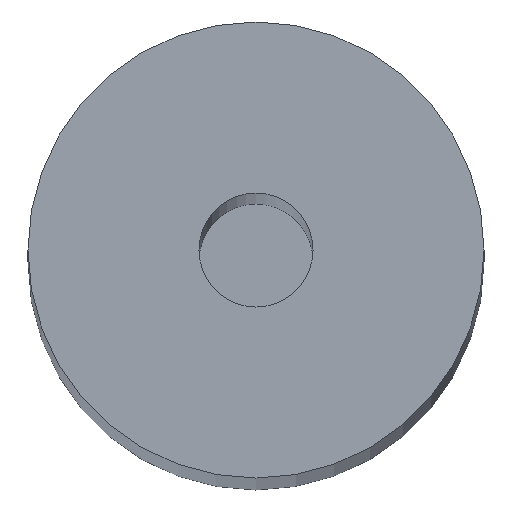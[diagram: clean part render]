
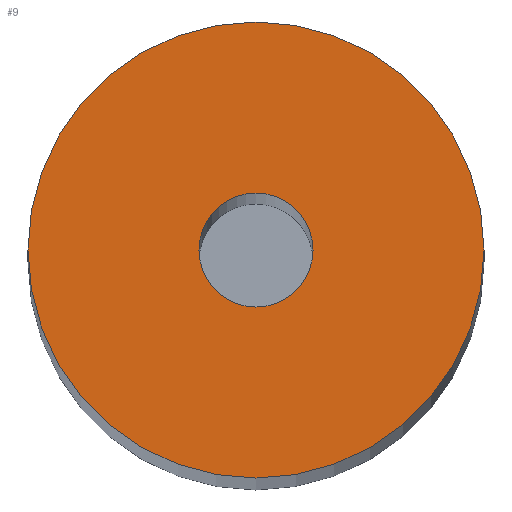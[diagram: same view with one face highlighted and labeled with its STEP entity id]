
A CAD part, top view. The second image highlights one B-rep face of the part: STEP entity #9.
In plain terms, the highlighted planar face has unit normal (0, 0, 1).
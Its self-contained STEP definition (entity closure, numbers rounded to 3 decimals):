
#4 = CIRCLE ( 'NONE', #5, 40. ) ;
#5 = AXIS2_PLACEMENT_3D ( 'NONE', #76, #202, #18 ) ;
#9 = ADVANCED_FACE ( 'NONE', ( #90, #68 ), #70, .T. ) ;
#12 = DIRECTION ( 'NONE',  ( 0., 0., 1. ) ) ;
#15 = DIRECTION ( 'NONE',  ( 0., 0., 1. ) ) ;
#18 = DIRECTION ( 'NONE',  ( 1., 0., 0. ) ) ;
#20 = ORIENTED_EDGE ( 'NONE', *, *, #148, .F. ) ;
#25 = VERTEX_POINT ( 'NONE', #123 ) ;
#29 = CARTESIAN_POINT ( 'NONE',  ( -10., 0., 1200. ) ) ;
#37 = ORIENTED_EDGE ( 'NONE', *, *, #121, .T. ) ;
#41 = CARTESIAN_POINT ( 'NONE',  ( 0., 0., 1200. ) ) ;
#52 = EDGE_LOOP ( 'NONE', ( #20, #101 ) ) ;
#64 = AXIS2_PLACEMENT_3D ( 'NONE', #41, #83, #122 ) ;
#68 = FACE_OUTER_BOUND ( 'NONE', #74, .T. ) ;
#70 = PLANE ( 'NONE',  #97 ) ;
#74 = EDGE_LOOP ( 'NONE', ( #37, #88 ) ) ;
#76 = CARTESIAN_POINT ( 'NONE',  ( 0., 0., 1200. ) ) ;
#79 = EDGE_CURVE ( 'NONE', #154, #81, #216, .T. ) ;
#81 = VERTEX_POINT ( 'NONE', #185 ) ;
#83 = DIRECTION ( 'NONE',  ( 0., 0., 1. ) ) ;
#85 = VERTEX_POINT ( 'NONE', #29 ) ;
#88 = ORIENTED_EDGE ( 'NONE', *, *, #79, .T. ) ;
#90 = FACE_BOUND ( 'NONE', #52, .T. ) ;
#97 = AXIS2_PLACEMENT_3D ( 'NONE', #212, #12, #143 ) ;
#101 = ORIENTED_EDGE ( 'NONE', *, *, #196, .F. ) ;
#105 = CARTESIAN_POINT ( 'NONE',  ( 40., 0., 1200. ) ) ;
#113 = CARTESIAN_POINT ( 'NONE',  ( 0., 0., 1200. ) ) ;
#115 = AXIS2_PLACEMENT_3D ( 'NONE', #192, #195, #214 ) ;
#121 = EDGE_CURVE ( 'NONE', #81, #154, #4, .T. ) ;
#122 = DIRECTION ( 'NONE',  ( 1., 0., 0. ) ) ;
#123 = CARTESIAN_POINT ( 'NONE',  ( 10., 0., 1200. ) ) ;
#143 = DIRECTION ( 'NONE',  ( 1., 0., 0. ) ) ;
#148 = EDGE_CURVE ( 'NONE', #25, #85, #155, .T. ) ;
#154 = VERTEX_POINT ( 'NONE', #105 ) ;
#155 = CIRCLE ( 'NONE', #64, 10. ) ;
#158 = AXIS2_PLACEMENT_3D ( 'NONE', #113, #15, #201 ) ;
#185 = CARTESIAN_POINT ( 'NONE',  ( -40., 0., 1200. ) ) ;
#192 = CARTESIAN_POINT ( 'NONE',  ( 0., 0., 1200. ) ) ;
#195 = DIRECTION ( 'NONE',  ( 0., 0., 1. ) ) ;
#196 = EDGE_CURVE ( 'NONE', #85, #25, #211, .T. ) ;
#201 = DIRECTION ( 'NONE',  ( 1., 0., 0. ) ) ;
#202 = DIRECTION ( 'NONE',  ( 0., 0., 1. ) ) ;
#211 = CIRCLE ( 'NONE', #115, 10. ) ;
#212 = CARTESIAN_POINT ( 'NONE',  ( 0., 0., 1200. ) ) ;
#214 = DIRECTION ( 'NONE',  ( 1., 0., 0. ) ) ;
#216 = CIRCLE ( 'NONE', #158, 40. ) ;
